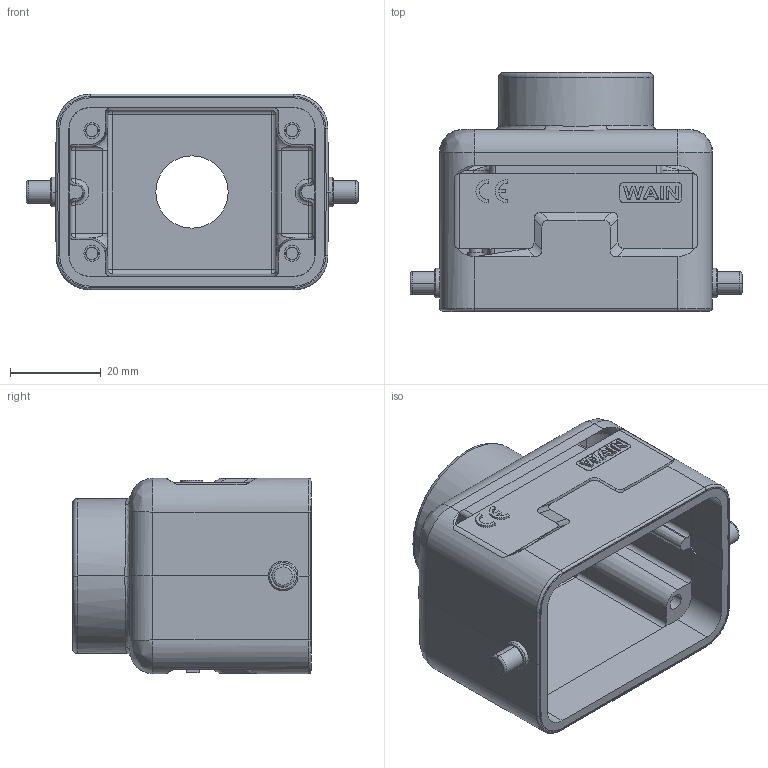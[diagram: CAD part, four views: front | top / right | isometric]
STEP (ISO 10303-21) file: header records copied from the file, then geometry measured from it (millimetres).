
FILE_DESCRIPTION((''),'2;1');
FILE_NAME('PRT0036','2024-01-19T',('p.yu'),(''),'PRO/ENGINEER BY PARAMETRIC TECHNOLOGY CORPORATION, 2012480','PRO/ENGINEER BY PARAMETRIC TECHNOLOGY CORPORATION, 2012480','');
FILE_SCHEMA(('CONFIG_CONTROL_DESIGN'));
Length unit declared in the file: millimetre
Products named in the file (1): PRT0036
Bounding box: 73 x 52.5 x 43 mm (x, y, z)
Volume: 41855.7 mm3; surface area: 20966.7 mm2
Topology: 1 solids, 1 shells, 351 faces, 895 edges, 561 vertices
Faces by surface type: plane 190, cylinder 103, cone 20, bspline 14, torus 12, sphere 12
Entity records: 12240 total; most frequent: CARTESIAN_POINT 3853, ORIENTED_EDGE 1766, DIRECTION 1674, EDGE_CURVE 883, VECTOR 570, LINE 570, VERTEX_POINT 561, AXIS2_PLACEMENT_3D 552
